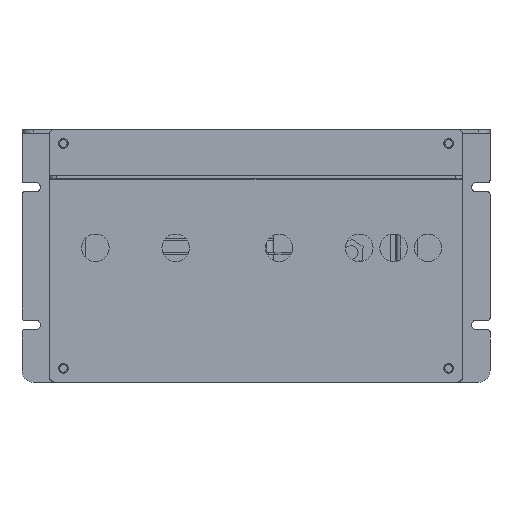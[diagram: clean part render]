
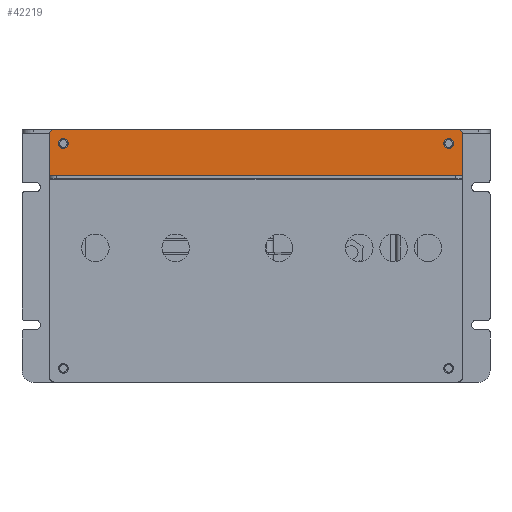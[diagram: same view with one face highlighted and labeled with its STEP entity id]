
A CAD part, top view. The second image highlights one B-rep face of the part: STEP entity #42219.
In plain terms, the highlighted planar face has unit normal (0, 0, 1).
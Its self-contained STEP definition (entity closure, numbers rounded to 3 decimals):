
#512 = CARTESIAN_POINT ( 'NONE',  ( 33.38, 70.672, 34. ) ) ;
#986 = VERTEX_POINT ( 'NONE', #34747 ) ;
#1064 = DIRECTION ( 'NONE',  ( 0., 0., 1. ) ) ;
#1115 = DIRECTION ( 'NONE',  ( 0., 0., 1. ) ) ;
#1568 = ORIENTED_EDGE ( 'NONE', *, *, #25408, .T. ) ;
#2317 = DIRECTION ( 'NONE',  ( 0., 0., 1. ) ) ;
#2546 = DIRECTION ( 'NONE',  ( -1., 0., 0. ) ) ;
#2774 = EDGE_LOOP ( 'NONE', ( #4970, #48665 ) ) ;
#3779 = CARTESIAN_POINT ( 'NONE',  ( -138.47, 64.672, 34. ) ) ;
#4349 = VERTEX_POINT ( 'NONE', #6600 ) ;
#4450 = CARTESIAN_POINT ( 'NONE',  ( -56.62, 15.672, 34. ) ) ;
#4970 = ORIENTED_EDGE ( 'NONE', *, *, #16804, .F. ) ;
#5653 = DIRECTION ( 'NONE',  ( -1., 0., 0. ) ) ;
#5994 = DIRECTION ( 'NONE',  ( 1., 0., 0. ) ) ;
#6189 = EDGE_CURVE ( 'NONE', #29590, #9260, #15637, .T. ) ;
#6600 = CARTESIAN_POINT ( 'NONE',  ( 25.23, 64.672, 34. ) ) ;
#6735 = EDGE_LOOP ( 'NONE', ( #12663, #48208 ) ) ;
#6747 = LINE ( 'NONE', #25787, #20842 ) ;
#7220 = LINE ( 'NONE', #39803, #11296 ) ;
#9092 = CARTESIAN_POINT ( 'NONE',  ( 33.38, 50.672, 34. ) ) ;
#9260 = VERTEX_POINT ( 'NONE', #44489 ) ;
#9475 = AXIS2_PLACEMENT_3D ( 'NONE', #25860, #47497, #5994 ) ;
#11296 = VECTOR ( 'NONE', #5653, 1000. ) ;
#11888 = CARTESIAN_POINT ( 'NONE',  ( 27.38, 64.672, 34. ) ) ;
#12663 = ORIENTED_EDGE ( 'NONE', *, *, #43084, .F. ) ;
#14235 = DIRECTION ( 'NONE',  ( -1., 0., 0. ) ) ;
#14257 = DIRECTION ( 'NONE',  ( 0., -1., 0. ) ) ;
#14537 = EDGE_CURVE ( 'NONE', #41538, #17240, #7220, .T. ) ;
#14982 = CIRCLE ( 'NONE', #34477, 2. ) ;
#15556 = AXIS2_PLACEMENT_3D ( 'NONE', #38881, #1115, #27875 ) ;
#15637 = LINE ( 'NONE', #25452, #31524 ) ;
#15647 = DIRECTION ( 'NONE',  ( -1., 0., 0. ) ) ;
#16028 = CIRCLE ( 'NONE', #45176, 2.15 ) ;
#16430 = AXIS2_PLACEMENT_3D ( 'NONE', #25013, #32530, #21838 ) ;
#16804 = EDGE_CURVE ( 'NONE', #29768, #986, #45230, .T. ) ;
#17240 = VERTEX_POINT ( 'NONE', #35500 ) ;
#20408 = CARTESIAN_POINT ( 'NONE',  ( -144.62, 68.672, 34. ) ) ;
#20565 = CARTESIAN_POINT ( 'NONE',  ( 31.38, 70.672, 34. ) ) ;
#20690 = EDGE_CURVE ( 'NONE', #35575, #9260, #6747, .T. ) ;
#20842 = VECTOR ( 'NONE', #14257, 1000. ) ;
#21253 = CARTESIAN_POINT ( 'NONE',  ( 33.38, 68.672, 34. ) ) ;
#21838 = DIRECTION ( 'NONE',  ( 1., 0., 0. ) ) ;
#22146 = ORIENTED_EDGE ( 'NONE', *, *, #14537, .T. ) ;
#22862 = EDGE_LOOP ( 'NONE', ( #22146, #39264, #33033, #30952, #1568, #36018 ) ) ;
#25013 = CARTESIAN_POINT ( 'NONE',  ( 31.38, 68.672, 34. ) ) ;
#25408 = EDGE_CURVE ( 'NONE', #29590, #39809, #39343, .T. ) ;
#25452 = CARTESIAN_POINT ( 'NONE',  ( 33.38, 50.672, 34. ) ) ;
#25787 = CARTESIAN_POINT ( 'NONE',  ( -146.62, 70.672, 34. ) ) ;
#25860 = CARTESIAN_POINT ( 'NONE',  ( -140.62, 64.672, 34. ) ) ;
#26239 = AXIS2_PLACEMENT_3D ( 'NONE', #4450, #34326, #37611 ) ;
#26718 = CIRCLE ( 'NONE', #16430, 2. ) ;
#26788 = CIRCLE ( 'NONE', #15556, 2.15 ) ;
#27862 = FACE_OUTER_BOUND ( 'NONE', #22862, .T. ) ;
#27875 = DIRECTION ( 'NONE',  ( 1., 0., 0. ) ) ;
#28506 = CARTESIAN_POINT ( 'NONE',  ( 27.38, 64.672, 34. ) ) ;
#28614 = DIRECTION ( 'NONE',  ( 1., 0., 0. ) ) ;
#29590 = VERTEX_POINT ( 'NONE', #9092 ) ;
#29636 = FACE_BOUND ( 'NONE', #2774, .T. ) ;
#29768 = VERTEX_POINT ( 'NONE', #3779 ) ;
#30225 = CARTESIAN_POINT ( 'NONE',  ( 29.53, 64.672, 34. ) ) ;
#30553 = DIRECTION ( 'NONE',  ( 0., 1., 0. ) ) ;
#30952 = ORIENTED_EDGE ( 'NONE', *, *, #6189, .F. ) ;
#31411 = CARTESIAN_POINT ( 'NONE',  ( -146.62, 68.672, 34. ) ) ;
#31524 = VECTOR ( 'NONE', #14235, 1000. ) ;
#32530 = DIRECTION ( 'NONE',  ( 0., 0., 1. ) ) ;
#33033 = ORIENTED_EDGE ( 'NONE', *, *, #20690, .T. ) ;
#33464 = AXIS2_PLACEMENT_3D ( 'NONE', #28506, #35721, #2546 ) ;
#34326 = DIRECTION ( 'NONE',  ( 0., 0., 1. ) ) ;
#34477 = AXIS2_PLACEMENT_3D ( 'NONE', #20408, #2317, #28614 ) ;
#34747 = CARTESIAN_POINT ( 'NONE',  ( -142.77, 64.672, 34. ) ) ;
#35500 = CARTESIAN_POINT ( 'NONE',  ( -144.62, 70.672, 34. ) ) ;
#35575 = VERTEX_POINT ( 'NONE', #31411 ) ;
#35721 = DIRECTION ( 'NONE',  ( 0., 0., 1. ) ) ;
#36018 = ORIENTED_EDGE ( 'NONE', *, *, #41646, .T. ) ;
#36034 = VERTEX_POINT ( 'NONE', #30225 ) ;
#37611 = DIRECTION ( 'NONE',  ( 1., 0., 0. ) ) ;
#38881 = CARTESIAN_POINT ( 'NONE',  ( -140.62, 64.672, 34. ) ) ;
#39264 = ORIENTED_EDGE ( 'NONE', *, *, #44965, .T. ) ;
#39343 = LINE ( 'NONE', #512, #45772 ) ;
#39531 = CIRCLE ( 'NONE', #33464, 2.15 ) ;
#39803 = CARTESIAN_POINT ( 'NONE',  ( -146.62, 70.672, 34. ) ) ;
#39809 = VERTEX_POINT ( 'NONE', #21253 ) ;
#41538 = VERTEX_POINT ( 'NONE', #20565 ) ;
#41646 = EDGE_CURVE ( 'NONE', #39809, #41538, #26718, .T. ) ;
#42040 = PLANE ( 'NONE',  #26239 ) ;
#42219 = ADVANCED_FACE ( 'NONE', ( #44899, #29636, #27862 ), #42040, .T. ) ;
#43084 = EDGE_CURVE ( 'NONE', #36034, #4349, #39531, .T. ) ;
#44272 = EDGE_CURVE ( 'NONE', #986, #29768, #26788, .T. ) ;
#44489 = CARTESIAN_POINT ( 'NONE',  ( -146.62, 50.672, 34. ) ) ;
#44899 = FACE_BOUND ( 'NONE', #6735, .T. ) ;
#44965 = EDGE_CURVE ( 'NONE', #17240, #35575, #14982, .T. ) ;
#45176 = AXIS2_PLACEMENT_3D ( 'NONE', #11888, #1064, #15647 ) ;
#45230 = CIRCLE ( 'NONE', #9475, 2.15 ) ;
#45772 = VECTOR ( 'NONE', #30553, 1000. ) ;
#46503 = EDGE_CURVE ( 'NONE', #4349, #36034, #16028, .T. ) ;
#47497 = DIRECTION ( 'NONE',  ( 0., 0., 1. ) ) ;
#48208 = ORIENTED_EDGE ( 'NONE', *, *, #46503, .F. ) ;
#48665 = ORIENTED_EDGE ( 'NONE', *, *, #44272, .F. ) ;
